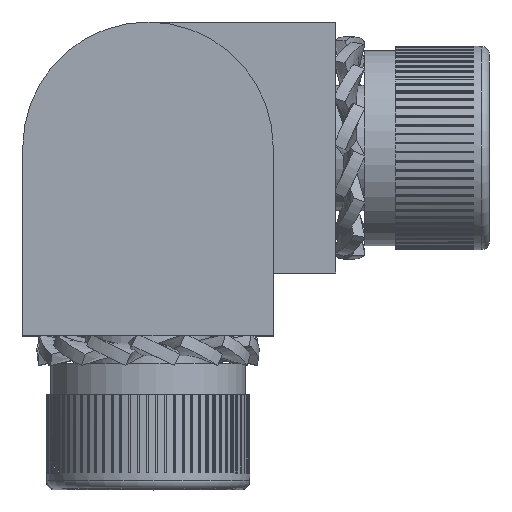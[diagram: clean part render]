
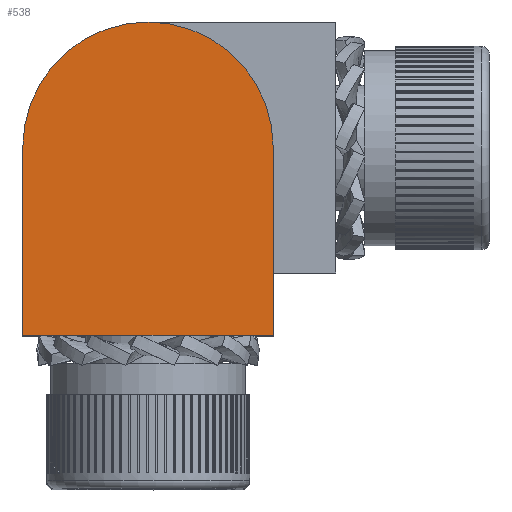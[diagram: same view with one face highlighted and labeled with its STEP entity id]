
A CAD part, top view. The second image highlights one B-rep face of the part: STEP entity #538.
In plain terms, the highlighted planar face has unit normal (0, 0, 1).
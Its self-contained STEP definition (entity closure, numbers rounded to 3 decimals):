
#538=ADVANCED_FACE('',(#1743),#1744,.F.);
#1743=FACE_OUTER_BOUND('',#4109,.T.);
#1744=PLANE('',#4110);
#4109=EDGE_LOOP('',(#10748,#10749,#10750,#10751,#10752));
#4110=AXIS2_PLACEMENT_3D('',#10753,#10754,#10755);
#10748=ORIENTED_EDGE('',*,*,#20364,.F.);
#10749=ORIENTED_EDGE('',*,*,#20366,.F.);
#10750=ORIENTED_EDGE('',*,*,#20367,.F.);
#10751=ORIENTED_EDGE('',*,*,#20368,.F.);
#10752=ORIENTED_EDGE('',*,*,#20369,.F.);
#10753=CARTESIAN_POINT('',(0.,12.,40.));
#10754=DIRECTION('',(0.,0.,-1.0));
#10755=DIRECTION('',(0.,-1.0,0.));
#20364=EDGE_CURVE('',#23873,#23875,#23876,.T.);
#20366=EDGE_CURVE('',#23878,#23873,#23879,.T.);
#20367=EDGE_CURVE('',#23880,#23878,#23881,.T.);
#20368=EDGE_CURVE('',#23882,#23880,#23883,.T.);
#20369=EDGE_CURVE('',#23875,#23882,#23884,.T.);
#23873=VERTEX_POINT('',#29964);
#23875=VERTEX_POINT('',#29967);
#23876=LINE('',#29968,#29969);
#23878=VERTEX_POINT('',#29972);
#23879=CIRCLE('',#29973,8.0);
#23880=VERTEX_POINT('',#29974);
#23881=CIRCLE('',#29975,8.0);
#23882=VERTEX_POINT('',#29976);
#23883=LINE('',#29977,#29978);
#23884=LINE('',#29979,#29980);
#29964=CARTESIAN_POINT('',(8.,12.,40.));
#29967=CARTESIAN_POINT('',(8.,0.,40.));
#29968=CARTESIAN_POINT('',(8.,12.,40.));
#29969=VECTOR('',#40790,1.0);
#29972=CARTESIAN_POINT('',(0.,20.,40.));
#29973=AXIS2_PLACEMENT_3D('',#40792,#40793,#40794);
#29974=CARTESIAN_POINT('',(-8.,12.,40.));
#29975=AXIS2_PLACEMENT_3D('',#40795,#40796,#40797);
#29976=CARTESIAN_POINT('',(-8.,0.,40.));
#29977=CARTESIAN_POINT('',(-8.,0.,40.));
#29978=VECTOR('',#40798,1.0);
#29979=CARTESIAN_POINT('',(8.,0.,40.));
#29980=VECTOR('',#40799,1.0);
#40790=DIRECTION('',(0.,-1.0,0.));
#40792=CARTESIAN_POINT('',(0.,12.,40.));
#40793=DIRECTION('',(0.,0.,-1.0));
#40794=DIRECTION('',(0.,1.0,0.));
#40795=CARTESIAN_POINT('',(0.,12.,40.));
#40796=DIRECTION('',(0.,0.,-1.0));
#40797=DIRECTION('',(-1.0,0.,0.));
#40798=DIRECTION('',(0.,1.0,0.));
#40799=DIRECTION('',(-1.0,0.,0.));
